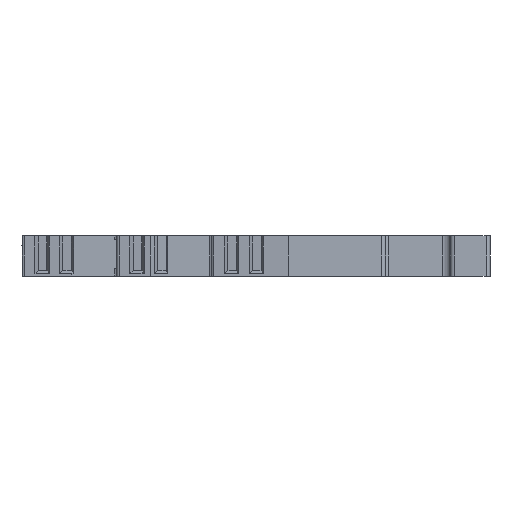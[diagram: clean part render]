
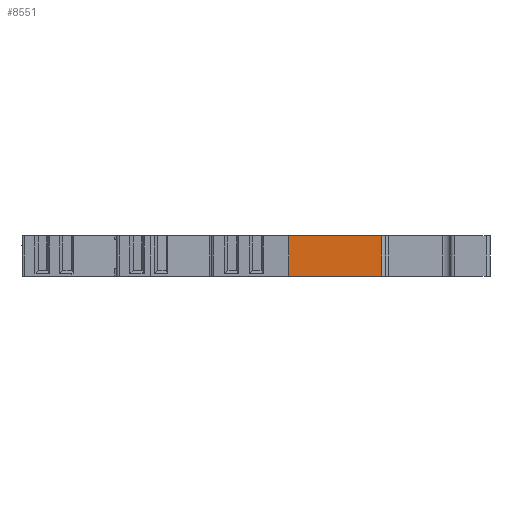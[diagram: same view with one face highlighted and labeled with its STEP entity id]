
A CAD part, left-side view. The second image highlights one B-rep face of the part: STEP entity #8551.
In plain terms, the highlighted planar face has unit normal (-1, 0, 0).
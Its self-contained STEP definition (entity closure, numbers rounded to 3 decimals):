
#216=DIRECTION('',(0.,1.,0.));
#217=VECTOR('',#216,11.771);
#218=CARTESIAN_POINT('',(-49.38,7.7,-2.95));
#219=LINE('',#218,#217);
#532=DIRECTION('',(0.,1.,0.));
#533=VECTOR('',#532,11.771);
#534=CARTESIAN_POINT('',(-49.38,7.7,2.15));
#535=LINE('',#534,#533);
#1400=DIRECTION('',(0.,0.,1.));
#1401=VECTOR('',#1400,5.1);
#1402=CARTESIAN_POINT('',(-49.38,7.7,-2.95));
#1403=LINE('',#1402,#1401);
#1404=DIRECTION('',(0.,0.,1.));
#1405=VECTOR('',#1404,5.1);
#1406=CARTESIAN_POINT('',(-49.38,19.471,-2.95));
#1407=LINE('',#1406,#1405);
#6301=CARTESIAN_POINT('',(-49.38,7.7,2.15));
#6303=VERTEX_POINT('',#6301);
#6307=CARTESIAN_POINT('',(-49.38,7.7,-2.95));
#6308=VERTEX_POINT('',#6307);
#6458=CARTESIAN_POINT('',(-49.38,19.471,2.15));
#6459=VERTEX_POINT('',#6458);
#6460=CARTESIAN_POINT('',(-49.38,19.471,-2.95));
#6461=VERTEX_POINT('',#6460);
#8538=CARTESIAN_POINT('',(-49.38,-6.,2.15));
#8539=DIRECTION('',(1.,0.,0.));
#8540=DIRECTION('',(0.,1.,0.));
#8541=AXIS2_PLACEMENT_3D('',#8538,#8539,#8540);
#8542=PLANE('',#8541);
#8544=ORIENTED_EDGE('',*,*,#8543,.F.);
#8545=ORIENTED_EDGE('',*,*,#7712,.T.);
#8547=ORIENTED_EDGE('',*,*,#8546,.T.);
#8548=ORIENTED_EDGE('',*,*,#7917,.F.);
#8549=EDGE_LOOP('',(#8544,#8545,#8547,#8548));
#8550=FACE_OUTER_BOUND('',#8549,.F.);
#8551=ADVANCED_FACE('',(#8550),#8542,.F.);
#7712=EDGE_CURVE('',#6308,#6461,#219,.T.);
#7917=EDGE_CURVE('',#6303,#6459,#535,.T.);
#8543=EDGE_CURVE('',#6308,#6303,#1403,.T.);
#8546=EDGE_CURVE('',#6461,#6459,#1407,.T.);
